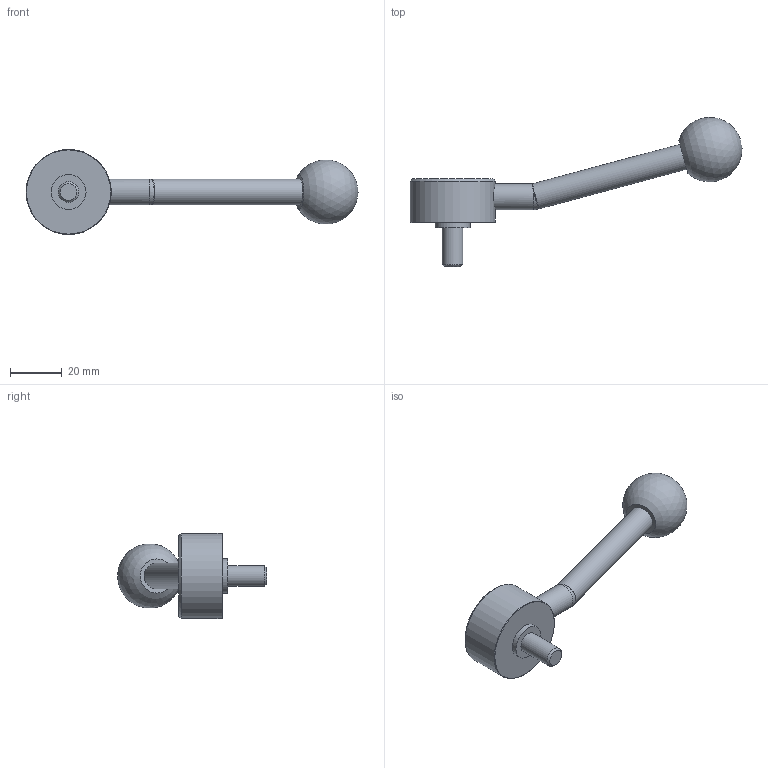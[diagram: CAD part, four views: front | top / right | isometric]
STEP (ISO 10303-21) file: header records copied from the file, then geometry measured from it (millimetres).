
FILE_DESCRIPTION( ( 'STEP AP214' ), '1' );
FILE_NAME( 'K0114.1082X15__15_.stp', '2020-11-25T08:52:19', ( '' ), ( '' ), ' ', 'PARTsolutions', ' ' );
FILE_SCHEMA( ( 'AUTOMOTIVE_DESIGN { 1 0 10303 214 1 1 1 1 }' ) );
Length unit declared in the file: millimetre
Products named in the file (1): _K0114.1082X15 (15)
Bounding box: 128.55 x 57.71 x 33 mm (x, y, z)
Volume: 29463.8 mm3; surface area: 8013.8 mm2
Topology: 1 solids, 1 shells, 16 faces, 29 edges, 17 vertices
Faces by surface type: cylinder 5, plane 4, cone 4, sphere 3
Full cylindrical faces by diameter (mm): 8 x1, 10 x2, 13.5 x1, 33 x1
Entity records: 566 total; most frequent: CARTESIAN_POINT 151, DIRECTION 62, ORIENTED_EDGE 34, AXIS2_PLACEMENT_3D 31, EDGE_LOOP 28, FACE_OUTER_BOUND 21, EDGE_CURVE 17, STYLED_ITEM 16
